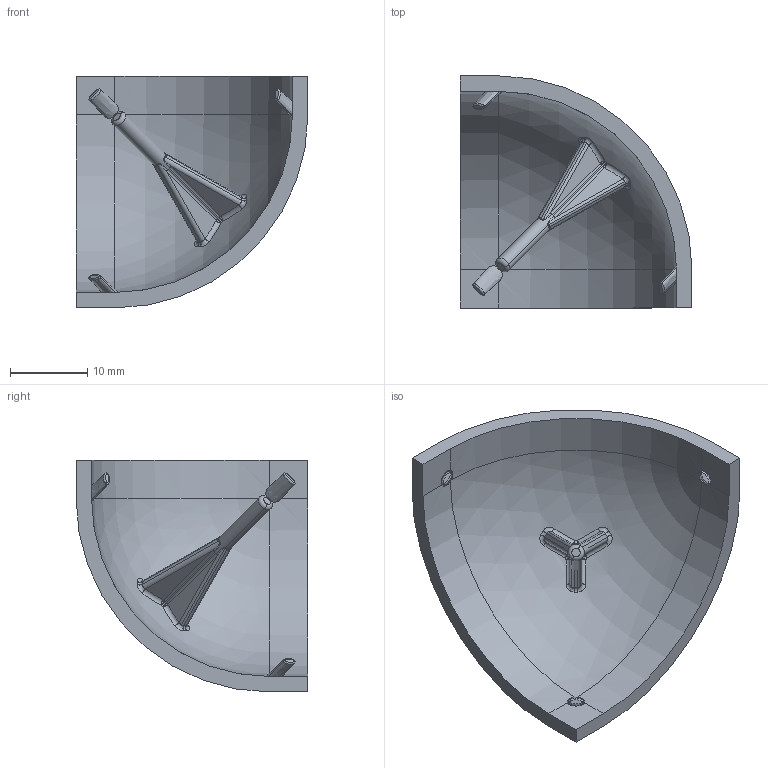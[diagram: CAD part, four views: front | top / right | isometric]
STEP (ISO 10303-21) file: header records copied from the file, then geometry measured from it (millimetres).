
FILE_DESCRIPTION (( 'STEP AP203' ), '1' );
FILE_NAME ('084.310.023.STEP', '2015-02-10T14:55:21', ( '' ), ( '' ), 'SwSTEP 2.0', 'SolidWorks 2012', '' );
FILE_SCHEMA (( 'CONFIG_CONTROL_DESIGN' ));
Length unit declared in the file: millimetre
Products named in the file (1): 084.310.023
Bounding box: 30 x 30 x 30 mm (x, y, z)
Volume: 3295.8 mm3; surface area: 3691.1 mm2
Topology: 1 solids, 1 shells, 98 faces, 245 edges, 147 vertices
Faces by surface type: bspline 27, cylinder 23, plane 22, torus 14, sphere 12
Entity records: 5270 total; most frequent: CARTESIAN_POINT 3093, ORIENTED_EDGE 476, DIRECTION 404, EDGE_CURVE 238, AXIS2_PLACEMENT_3D 174, VERTEX_POINT 143, CIRCLE 102, EDGE_LOOP 99
